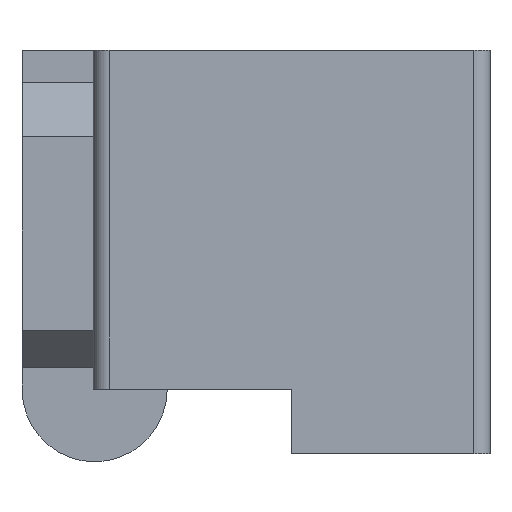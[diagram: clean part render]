
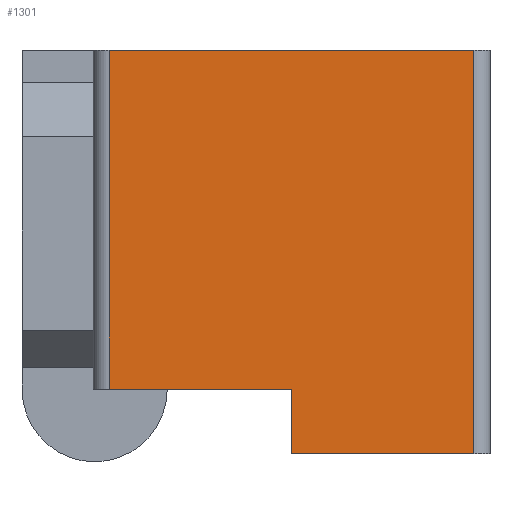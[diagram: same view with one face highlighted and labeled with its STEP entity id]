
A CAD part, left-side view. The second image highlights one B-rep face of the part: STEP entity #1301.
In plain terms, the highlighted planar face has unit normal (-1, 0, 0).
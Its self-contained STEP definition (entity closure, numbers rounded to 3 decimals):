
#34 = VECTOR ( 'NONE', #575, 1000. ) ;
#75 = ORIENTED_EDGE ( 'NONE', *, *, #870, .T. ) ;
#95 = FACE_OUTER_BOUND ( 'NONE', #1072, .T. ) ;
#146 = VECTOR ( 'NONE', #1145, 1000. ) ;
#196 = AXIS2_PLACEMENT_3D ( 'NONE', #230, #226, #643 ) ;
#226 = DIRECTION ( 'NONE',  ( -1., 0., 0. ) ) ;
#230 = CARTESIAN_POINT ( 'NONE',  ( -1., 0.565, 0. ) ) ;
#241 = DIRECTION ( 'NONE',  ( 0., 0., -1. ) ) ;
#243 = CARTESIAN_POINT ( 'NONE',  ( -1., 0., -1.25 ) ) ;
#258 = DIRECTION ( 'NONE',  ( 0., -1., 0. ) ) ;
#266 = VECTOR ( 'NONE', #241, 1000. ) ;
#316 = LINE ( 'NONE', #776, #34 ) ;
#330 = CARTESIAN_POINT ( 'NONE',  ( -1., 0.565, 0. ) ) ;
#352 = CARTESIAN_POINT ( 'NONE',  ( -1., 0.565, 0. ) ) ;
#355 = VERTEX_POINT ( 'NONE', #1238 ) ;
#389 = CARTESIAN_POINT ( 'NONE',  ( -1., 0.565, -1.05 ) ) ;
#447 = CARTESIAN_POINT ( 'NONE',  ( -1., 0., -1.25 ) ) ;
#452 = VECTOR ( 'NONE', #1226, 1000. ) ;
#455 = PLANE ( 'NONE',  #196 ) ;
#483 = LINE ( 'NONE', #389, #452 ) ;
#523 = EDGE_CURVE ( 'NONE', #553, #1022, #661, .T. ) ;
#545 = LINE ( 'NONE', #1166, #266 ) ;
#547 = VECTOR ( 'NONE', #258, 1000. ) ;
#553 = VERTEX_POINT ( 'NONE', #447 ) ;
#575 = DIRECTION ( 'NONE',  ( 0., -1., 0. ) ) ;
#577 = CARTESIAN_POINT ( 'NONE',  ( -1., -0.565, 0. ) ) ;
#643 = DIRECTION ( 'NONE',  ( 0., 0., 1. ) ) ;
#653 = ORIENTED_EDGE ( 'NONE', *, *, #523, .T. ) ;
#661 = LINE ( 'NONE', #243, #547 ) ;
#687 = DIRECTION ( 'NONE',  ( 0., 0., -1. ) ) ;
#749 = EDGE_CURVE ( 'NONE', #891, #909, #770, .T. ) ;
#750 = LINE ( 'NONE', #577, #1353 ) ;
#770 = LINE ( 'NONE', #330, #146 ) ;
#776 = CARTESIAN_POINT ( 'NONE',  ( -1., 0., 0. ) ) ;
#795 = VERTEX_POINT ( 'NONE', #972 ) ;
#796 = EDGE_CURVE ( 'NONE', #891, #795, #316, .T. ) ;
#807 = CARTESIAN_POINT ( 'NONE',  ( -1., -0.565, -1.25 ) ) ;
#870 = EDGE_CURVE ( 'NONE', #355, #553, #545, .T. ) ;
#891 = VERTEX_POINT ( 'NONE', #352 ) ;
#909 = VERTEX_POINT ( 'NONE', #1315 ) ;
#963 = ORIENTED_EDGE ( 'NONE', *, *, #749, .T. ) ;
#972 = CARTESIAN_POINT ( 'NONE',  ( -1., -0.565, 0. ) ) ;
#992 = EDGE_CURVE ( 'NONE', #795, #1022, #750, .T. ) ;
#1006 = ORIENTED_EDGE ( 'NONE', *, *, #1064, .T. ) ;
#1022 = VERTEX_POINT ( 'NONE', #807 ) ;
#1024 = ORIENTED_EDGE ( 'NONE', *, *, #992, .F. ) ;
#1064 = EDGE_CURVE ( 'NONE', #909, #355, #483, .T. ) ;
#1072 = EDGE_LOOP ( 'NONE', ( #1006, #75, #653, #1024, #1157, #963 ) ) ;
#1145 = DIRECTION ( 'NONE',  ( 0., 0., -1. ) ) ;
#1157 = ORIENTED_EDGE ( 'NONE', *, *, #796, .F. ) ;
#1166 = CARTESIAN_POINT ( 'NONE',  ( -1., 0., 0. ) ) ;
#1226 = DIRECTION ( 'NONE',  ( 0., -1., 0. ) ) ;
#1238 = CARTESIAN_POINT ( 'NONE',  ( -1., 0., -1.05 ) ) ;
#1301 = ADVANCED_FACE ( 'NONE', ( #95 ), #455, .T. ) ;
#1315 = CARTESIAN_POINT ( 'NONE',  ( -1., 0.565, -1.05 ) ) ;
#1353 = VECTOR ( 'NONE', #687, 1000. ) ;
